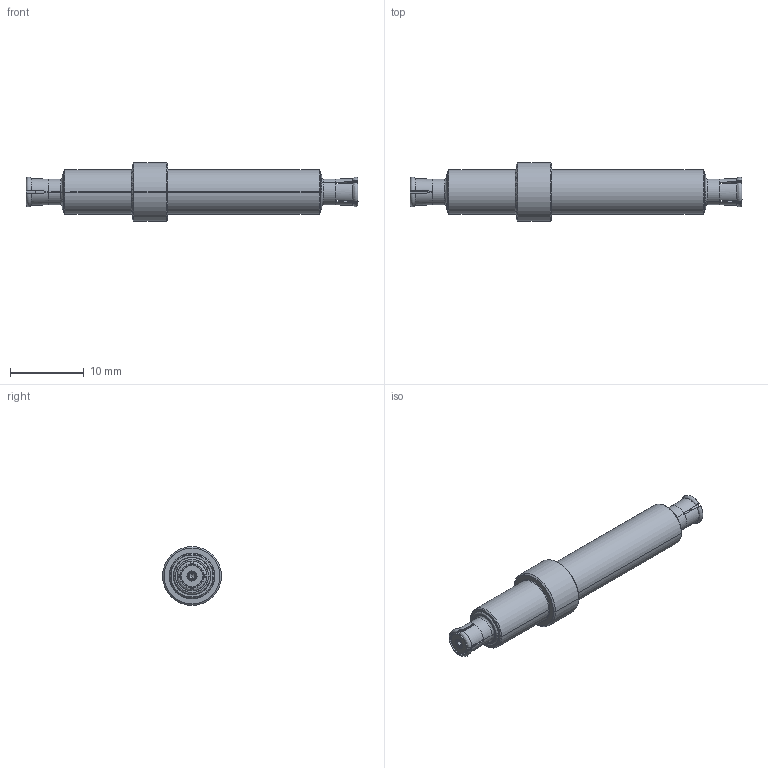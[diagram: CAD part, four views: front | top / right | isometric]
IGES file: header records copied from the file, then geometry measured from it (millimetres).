
Start section: SolidWorks IGES file using analytic representation for surfaces
Global section: file name: R222.M43.202.IGS; native system: SolidWorks 2011; preprocessor: SolidWorks 2011; author: ye_l; date: 130712.143524; units: millimetre
Bounding box: 45.15 x 8 x 8 mm (x, y, z)
Surface area: 1171.5 mm2 (no closed solid volume)
Topology: 0 solids, 0 shells, 482 faces, 4032 edges, 4028 vertices
Faces by surface type: bspline 340, revolution 142
